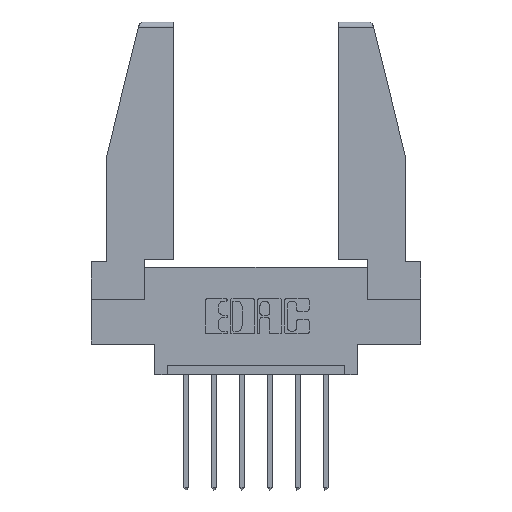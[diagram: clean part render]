
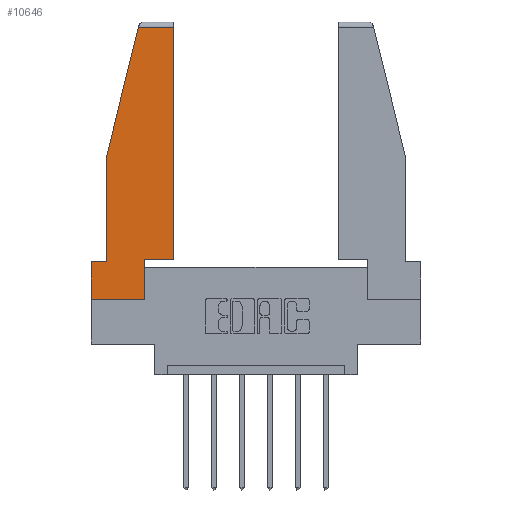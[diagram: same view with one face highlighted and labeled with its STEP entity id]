
A CAD part, top view. The second image highlights one B-rep face of the part: STEP entity #10646.
In plain terms, the highlighted planar face has unit normal (0, 0, 1).
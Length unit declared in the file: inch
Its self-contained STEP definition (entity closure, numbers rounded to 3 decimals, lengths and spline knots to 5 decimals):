
#51 = ORIENTED_EDGE ( 'NONE', *, *, #7827, .T. ) ;
#656 = EDGE_CURVE ( 'NONE', #2170, #7277, #10326, .T. ) ;
#778 = DIRECTION ( 'NONE',  ( -1., 0., 0. ) ) ;
#857 = DIRECTION ( 'NONE',  ( 1., 0., 0. ) ) ;
#889 = VECTOR ( 'NONE', #857, 39.37008 ) ;
#1309 = EDGE_CURVE ( 'NONE', #5439, #4848, #5391, .T. ) ;
#1656 = VERTEX_POINT ( 'NONE', #7539 ) ;
#1764 = ORIENTED_EDGE ( 'NONE', *, *, #1309, .T. ) ;
#2148 = VERTEX_POINT ( 'NONE', #3615 ) ;
#2170 = VERTEX_POINT ( 'NONE', #5348 ) ;
#2656 = DIRECTION ( 'NONE',  ( 1., 0., 0. ) ) ;
#2696 = CARTESIAN_POINT ( 'NONE',  ( 0., 1.52, 0. ) ) ;
#2716 = VECTOR ( 'NONE', #3980, 39.37008 ) ;
#3538 = ORIENTED_EDGE ( 'NONE', *, *, #8403, .T. ) ;
#3542 = VECTOR ( 'NONE', #2656, 39.37008 ) ;
#3615 = CARTESIAN_POINT ( 'NONE',  ( 0.086, 0.21, 0. ) ) ;
#3826 = LINE ( 'NONE', #10708, #3542 ) ;
#3980 = DIRECTION ( 'NONE',  ( -0.239, -0.971, 0. ) ) ;
#4136 = LINE ( 'NONE', #7137, #889 ) ;
#4215 = LINE ( 'NONE', #11377, #8731 ) ;
#4471 = FACE_OUTER_BOUND ( 'NONE', #8335, .T. ) ;
#4564 = CARTESIAN_POINT ( 'NONE',  ( 0.461, 0.223, 0. ) ) ;
#4582 = ORIENTED_EDGE ( 'NONE', *, *, #656, .T. ) ;
#4595 = VERTEX_POINT ( 'NONE', #5168 ) ;
#4611 = LINE ( 'NONE', #10210, #10550 ) ;
#4839 = CARTESIAN_POINT ( 'NONE',  ( 0.271, 1.55, 0. ) ) ;
#4848 = VERTEX_POINT ( 'NONE', #8449 ) ;
#4990 = AXIS2_PLACEMENT_3D ( 'NONE', #9268, #10169, #5483 ) ;
#5168 = CARTESIAN_POINT ( 'NONE',  ( 0., 0., 0. ) ) ;
#5348 = CARTESIAN_POINT ( 'NONE',  ( 0.2636, 1.52, 0. ) ) ;
#5391 = LINE ( 'NONE', #11569, #10761 ) ;
#5439 = VERTEX_POINT ( 'NONE', #11361 ) ;
#5483 = DIRECTION ( 'NONE',  ( 1., 0., 0. ) ) ;
#6135 = EDGE_CURVE ( 'NONE', #1656, #6167, #8098, .T. ) ;
#6167 = VERTEX_POINT ( 'NONE', #11715 ) ;
#6422 = LINE ( 'NONE', #2696, #9966 ) ;
#6449 = EDGE_CURVE ( 'NONE', #4595, #5439, #4136, .T. ) ;
#7137 = CARTESIAN_POINT ( 'NONE',  ( 0., 0., 0. ) ) ;
#7188 = CARTESIAN_POINT ( 'NONE',  ( 0.086, 0.8, 0. ) ) ;
#7277 = VERTEX_POINT ( 'NONE', #7188 ) ;
#7477 = VECTOR ( 'NONE', #9429, 39.37008 ) ;
#7539 = CARTESIAN_POINT ( 'NONE',  ( 0.461, 0.223, 0. ) ) ;
#7568 = CARTESIAN_POINT ( 'NONE',  ( 0., 0.21, 0. ) ) ;
#7767 = ORIENTED_EDGE ( 'NONE', *, *, #11667, .T. ) ;
#7827 = EDGE_CURVE ( 'NONE', #10261, #4595, #9770, .T. ) ;
#8098 = LINE ( 'NONE', #4564, #11357 ) ;
#8335 = EDGE_LOOP ( 'NONE', ( #10767, #7767, #4582, #11679, #11454, #51, #8488, #1764, #3538 ) ) ;
#8403 = EDGE_CURVE ( 'NONE', #4848, #1656, #3826, .T. ) ;
#8449 = CARTESIAN_POINT ( 'NONE',  ( 0.297, 0.223, 0. ) ) ;
#8488 = ORIENTED_EDGE ( 'NONE', *, *, #6449, .T. ) ;
#8530 = DIRECTION ( 'NONE',  ( 0., -1., 0. ) ) ;
#8660 = CARTESIAN_POINT ( 'NONE',  ( 0., 0.21, 0. ) ) ;
#8731 = VECTOR ( 'NONE', #10592, 39.37008 ) ;
#8847 = DIRECTION ( 'NONE',  ( 0., 1., 0. ) ) ;
#9256 = EDGE_CURVE ( 'NONE', #2148, #10261, #4215, .T. ) ;
#9268 = CARTESIAN_POINT ( 'NONE',  ( 0., 0., 0. ) ) ;
#9429 = DIRECTION ( 'NONE',  ( 0., -1., 0. ) ) ;
#9770 = LINE ( 'NONE', #7568, #7477 ) ;
#9966 = VECTOR ( 'NONE', #778, 39.37008 ) ;
#10169 = DIRECTION ( 'NONE',  ( 0., 0., 1. ) ) ;
#10210 = CARTESIAN_POINT ( 'NONE',  ( 0.086, 0.8, 0. ) ) ;
#10261 = VERTEX_POINT ( 'NONE', #8660 ) ;
#10326 = LINE ( 'NONE', #4839, #2716 ) ;
#10550 = VECTOR ( 'NONE', #8530, 39.37008 ) ;
#10592 = DIRECTION ( 'NONE',  ( -1., 0., 0. ) ) ;
#10646 = ADVANCED_FACE ( 'NONE', ( #4471 ), #11037, .T. ) ;
#10708 = CARTESIAN_POINT ( 'NONE',  ( 0.297, 0.223, 0. ) ) ;
#10721 = EDGE_CURVE ( 'NONE', #7277, #2148, #4611, .T. ) ;
#10761 = VECTOR ( 'NONE', #8847, 39.37008 ) ;
#10767 = ORIENTED_EDGE ( 'NONE', *, *, #6135, .T. ) ;
#10958 = DIRECTION ( 'NONE',  ( 0., 1., 0. ) ) ;
#11037 = PLANE ( 'NONE',  #4990 ) ;
#11357 = VECTOR ( 'NONE', #10958, 39.37008 ) ;
#11361 = CARTESIAN_POINT ( 'NONE',  ( 0.297, 0., 0. ) ) ;
#11377 = CARTESIAN_POINT ( 'NONE',  ( 0., 0.21, 0. ) ) ;
#11454 = ORIENTED_EDGE ( 'NONE', *, *, #9256, .T. ) ;
#11569 = CARTESIAN_POINT ( 'NONE',  ( 0.297, 0., 0. ) ) ;
#11667 = EDGE_CURVE ( 'NONE', #6167, #2170, #6422, .T. ) ;
#11679 = ORIENTED_EDGE ( 'NONE', *, *, #10721, .T. ) ;
#11715 = CARTESIAN_POINT ( 'NONE',  ( 0.461, 1.52, 0. ) ) ;
